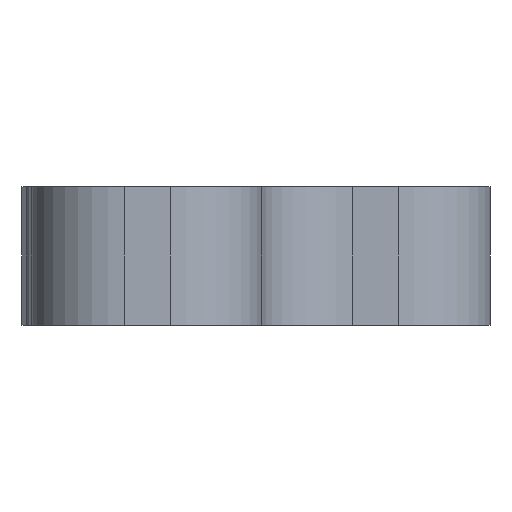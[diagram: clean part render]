
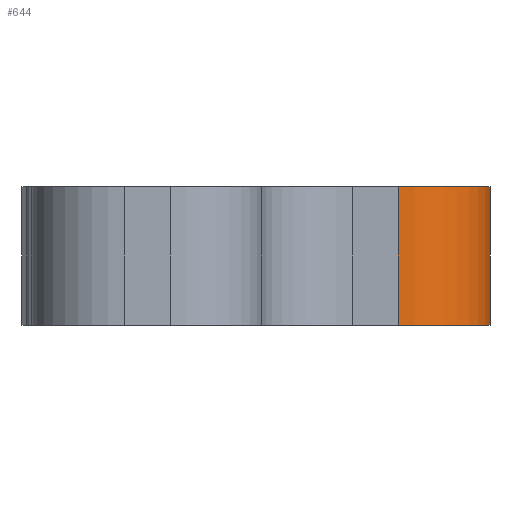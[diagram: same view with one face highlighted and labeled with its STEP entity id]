
A CAD part, left-side view. The second image highlights one B-rep face of the part: STEP entity #644.
In plain terms, the highlighted cylindrical face has radius 2 mm (diameter 4 mm), a partial arc.
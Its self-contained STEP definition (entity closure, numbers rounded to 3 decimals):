
#19=CYLINDRICAL_SURFACE('',#712,2.);
#66=FACE_OUTER_BOUND('',#103,.T.);
#103=EDGE_LOOP('',(#519,#520,#521,#522));
#161=LINE('',#1048,#225);
#162=LINE('',#1052,#226);
#225=VECTOR('',#845,10.);
#226=VECTOR('',#850,10.);
#266=CIRCLE('',#692,2.);
#275=CIRCLE('',#713,2.);
#306=VERTEX_POINT('',#982);
#307=VERTEX_POINT('',#984);
#327=VERTEX_POINT('',#1046);
#328=VERTEX_POINT('',#1050);
#369=EDGE_CURVE('',#306,#307,#266,.T.);
#401=EDGE_CURVE('',#327,#307,#161,.T.);
#402=EDGE_CURVE('',#328,#327,#275,.T.);
#403=EDGE_CURVE('',#328,#306,#162,.T.);
#519=ORIENTED_EDGE('',*,*,#402,.T.);
#520=ORIENTED_EDGE('',*,*,#401,.T.);
#521=ORIENTED_EDGE('',*,*,#369,.F.);
#522=ORIENTED_EDGE('',*,*,#403,.F.);
#644=ADVANCED_FACE('',(#66),#19,.T.);
#692=AXIS2_PLACEMENT_3D('',#985,#782,#783);
#712=AXIS2_PLACEMENT_3D('',#1049,#846,#847);
#713=AXIS2_PLACEMENT_3D('',#1051,#848,#849);
#782=DIRECTION('center_axis',(0.,0.,1.));
#783=DIRECTION('ref_axis',(-1.,-0.004,0.));
#845=DIRECTION('',(0.,0.,1.));
#846=DIRECTION('center_axis',(0.,0.,1.));
#847=DIRECTION('ref_axis',(-1.,-0.004,0.));
#848=DIRECTION('center_axis',(0.,0.,1.));
#849=DIRECTION('ref_axis',(-1.,-0.004,0.));
#850=DIRECTION('',(0.,0.,1.));
#982=CARTESIAN_POINT('',(-13.527,-33.912,7.));
#984=CARTESIAN_POINT('',(-11.518,-35.904,7.));
#985=CARTESIAN_POINT('Origin',(-11.527,-33.904,7.));
#1046=CARTESIAN_POINT('',(-11.518,-35.904,4.));
#1048=CARTESIAN_POINT('',(-11.518,-35.904,4.));
#1049=CARTESIAN_POINT('Origin',(-11.527,-33.904,4.));
#1050=CARTESIAN_POINT('',(-13.527,-33.912,4.));
#1051=CARTESIAN_POINT('Origin',(-11.527,-33.904,4.));
#1052=CARTESIAN_POINT('',(-13.527,-33.912,4.));
